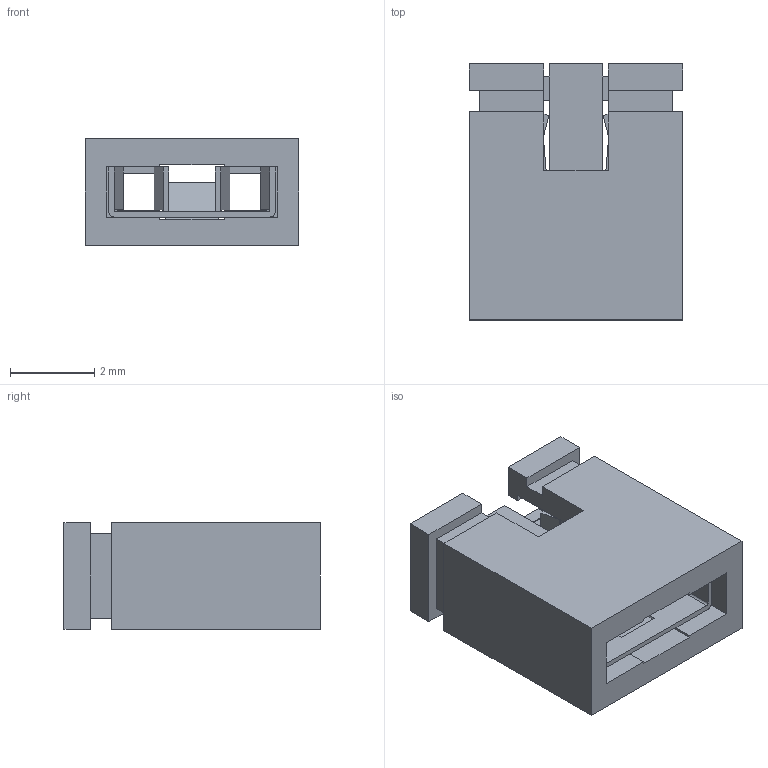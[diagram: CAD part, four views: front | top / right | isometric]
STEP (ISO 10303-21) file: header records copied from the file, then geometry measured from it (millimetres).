
FILE_DESCRIPTION(('CAx-IF Rec.Pracs.---Model Styling and Organization---1.5---2016-08-15','CAx-IF Rec.Pracs.---Geometric and Assembly Validation Properties---4.4---2016-08-17','CAx-IF Rec.Pracs.---User Defined Attributes---1.5---2016-08-15','CAx-IF Rec.Pracs.---External References---2.1---2005-01-19'),'2;1');
FILE_NAME('SNT-100-BK-T.step','2020-08-12T19:00:40',('Unspecified'),('Unspecified'),'CAD Exchanger 3.8.1 (cadexchanger.com)','Unspecified','');
FILE_SCHEMA(('AUTOMOTIVE_DESIGN { 1 0 10303 214 1 1 1 1 }'));
Length unit declared in the file: millimetre
Products named in the file (3): SNT-100-BK-T; _SNT-100-BK_body; _SNT-100_pins
Assembly tree (2 placements, depth 2):
  SNT-100-BK-T
    _SNT-100-BK_body
    _SNT-100_pins
Bounding box: 5.08 x 6.1 x 2.54 mm (x, y, z)
Volume: 49.5 mm3; surface area: 247.9 mm2
Topology: 2 solids, 2 shells, 129 faces, 362 edges, 236 vertices
Faces by surface type: plane 113, cylinder 16
Entity records: 5080 total; most frequent: CARTESIAN_POINT 729, ORIENTED_EDGE 724, DIRECTION 656, EDGE_CURVE 362, LINE 330, VECTOR 330, VERTEX_POINT 236, AXIS2_PLACEMENT_3D 163
